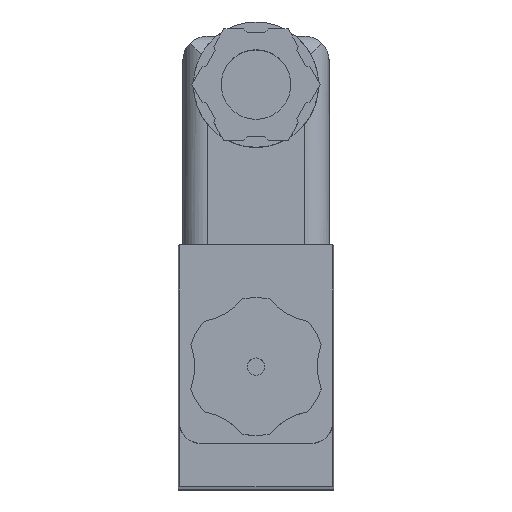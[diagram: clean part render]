
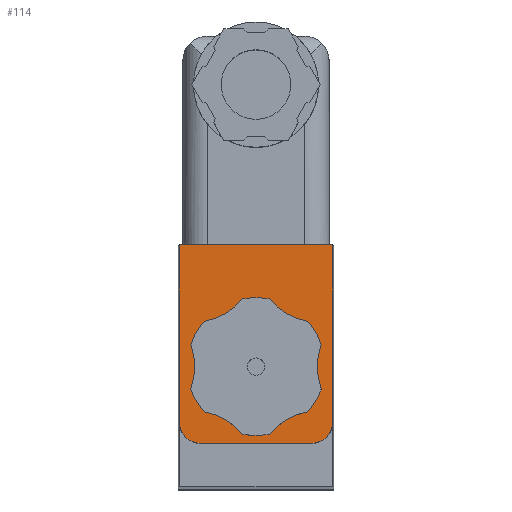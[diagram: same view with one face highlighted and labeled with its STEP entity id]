
A CAD part, top view. The second image highlights one B-rep face of the part: STEP entity #114.
In plain terms, the highlighted planar face has unit normal (0, 0, 1).
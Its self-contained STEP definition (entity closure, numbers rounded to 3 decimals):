
#114 = ADVANCED_FACE( '', ( #455, #456 ), #457, .T. );
#455 = FACE_OUTER_BOUND( '', #1091, .T. );
#456 = FACE_BOUND( '', #1092, .T. );
#457 = PLANE( '', #1093 );
#1091 = EDGE_LOOP( '', ( #1938, #1939, #1940, #1941, #1942, #1943 ) );
#1092 = EDGE_LOOP( '', ( #1944 ) );
#1093 = AXIS2_PLACEMENT_3D( '', #1945, #1946, #1947 );
#1938 = ORIENTED_EDGE( '', *, *, #4022, .T. );
#1939 = ORIENTED_EDGE( '', *, *, #4023, .T. );
#1940 = ORIENTED_EDGE( '', *, *, #4024, .T. );
#1941 = ORIENTED_EDGE( '', *, *, #4025, .T. );
#1942 = ORIENTED_EDGE( '', *, *, #4026, .T. );
#1943 = ORIENTED_EDGE( '', *, *, #4027, .T. );
#1944 = ORIENTED_EDGE( '', *, *, #4028, .F. );
#1945 = CARTESIAN_POINT( '', ( -8., -8., 47. ) );
#1946 = DIRECTION( '', ( 0., 0., 1. ) );
#1947 = DIRECTION( '', ( 1., 0., 0. ) );
#4022 = EDGE_CURVE( '', #4829, #4830, #4831, .T. );
#4023 = EDGE_CURVE( '', #4830, #4832, #4833, .T. );
#4024 = EDGE_CURVE( '', #4832, #4834, #4835, .T. );
#4025 = EDGE_CURVE( '', #4834, #4836, #4837, .T. );
#4026 = EDGE_CURVE( '', #4836, #4838, #4839, .T. );
#4027 = EDGE_CURVE( '', #4838, #4829, #4840, .T. );
#4028 = EDGE_CURVE( '', #4841, #4841, #4842, .T. );
#4829 = VERTEX_POINT( '', #6138 );
#4830 = VERTEX_POINT( '', #6139 );
#4831 = LINE( '', #6140, #6141 );
#4832 = VERTEX_POINT( '', #6142 );
#4833 = CIRCLE( '', #6143, 3. );
#4834 = VERTEX_POINT( '', #6144 );
#4835 = LINE( '', #6145, #6146 );
#4836 = VERTEX_POINT( '', #6147 );
#4837 = CIRCLE( '', #6148, 3. );
#4838 = VERTEX_POINT( '', #6149 );
#4839 = LINE( '', #6150, #6151 );
#4840 = LINE( '', #6152, #6153 );
#4841 = VERTEX_POINT( '', #6154 );
#4842 = CIRCLE( '', #6155, 7.5 );
#6138 = CARTESIAN_POINT( '', ( -11., 17.5, 47. ) );
#6139 = CARTESIAN_POINT( '', ( -11., -8., 47. ) );
#6140 = CARTESIAN_POINT( '', ( -11., 17.5, 47. ) );
#6141 = VECTOR( '', #7831, 1000. );
#6142 = CARTESIAN_POINT( '', ( -8., -11., 47. ) );
#6143 = AXIS2_PLACEMENT_3D( '', #7832, #7833, #7834 );
#6144 = CARTESIAN_POINT( '', ( 8., -11., 47. ) );
#6145 = CARTESIAN_POINT( '', ( -8., -11., 47. ) );
#6146 = VECTOR( '', #7835, 1000. );
#6147 = CARTESIAN_POINT( '', ( 11., -8., 47. ) );
#6148 = AXIS2_PLACEMENT_3D( '', #7836, #7837, #7838 );
#6149 = CARTESIAN_POINT( '', ( 11., 17.5, 47. ) );
#6150 = CARTESIAN_POINT( '', ( 11., -8., 47. ) );
#6151 = VECTOR( '', #7839, 1000. );
#6152 = CARTESIAN_POINT( '', ( 11., 17.5, 47. ) );
#6153 = VECTOR( '', #7840, 1000. );
#6154 = CARTESIAN_POINT( '', ( 7.5, 0., 47. ) );
#6155 = AXIS2_PLACEMENT_3D( '', #7841, #7842, #7843 );
#7831 = DIRECTION( '', ( 0., -1., 0. ) );
#7832 = CARTESIAN_POINT( '', ( -8., -8., 47. ) );
#7833 = DIRECTION( '', ( 0., 0., 1. ) );
#7834 = DIRECTION( '', ( 1., 0., 0. ) );
#7835 = DIRECTION( '', ( 1., 0., 0. ) );
#7836 = CARTESIAN_POINT( '', ( 8., -8., 47. ) );
#7837 = DIRECTION( '', ( 0., 0., 1. ) );
#7838 = DIRECTION( '', ( 1., 0., 0. ) );
#7839 = DIRECTION( '', ( 0., 1., 0. ) );
#7840 = DIRECTION( '', ( -1., 0., 0. ) );
#7841 = CARTESIAN_POINT( '', ( 0., 0., 47. ) );
#7842 = DIRECTION( '', ( 0., 0., 1. ) );
#7843 = DIRECTION( '', ( 1., 0., 0. ) );
